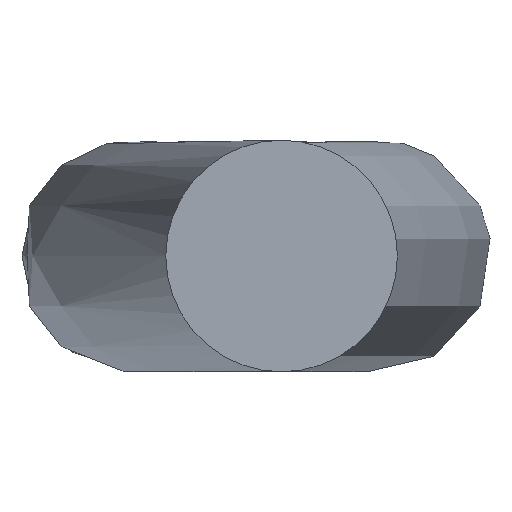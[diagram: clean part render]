
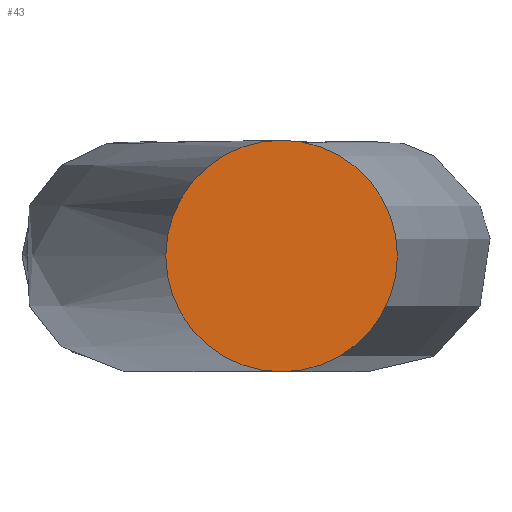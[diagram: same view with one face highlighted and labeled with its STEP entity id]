
A CAD part, left-side view. The second image highlights one B-rep face of the part: STEP entity #43.
In plain terms, the highlighted planar face has unit normal (-1, 0, 0).
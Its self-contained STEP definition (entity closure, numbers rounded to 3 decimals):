
#15=PLANE('',#61);
#18=FACE_OUTER_BOUND('',#21,.T.);
#21=EDGE_LOOP('',(#35));
#23=CIRCLE('',#58,15.);
#25=VERTEX_POINT('',#889);
#27=EDGE_CURVE('',#25,#25,#23,.T.);
#35=ORIENTED_EDGE('',*,*,#27,.F.);
#43=ADVANCED_FACE('',(#18),#15,.F.);
#58=AXIS2_PLACEMENT_3D('',#890,#64,#65);
#61=AXIS2_PLACEMENT_3D('',#942,#70,#71);
#64=DIRECTION('center_axis',(1.,0.,0.));
#65=DIRECTION('ref_axis',(0.,1.,0.));
#70=DIRECTION('center_axis',(1.,0.,0.));
#71=DIRECTION('ref_axis',(0.,0.,-1.));
#889=CARTESIAN_POINT('',(0.,15.,0.));
#890=CARTESIAN_POINT('Origin',(0.,0.,0.));
#942=CARTESIAN_POINT('Origin',(0.,0.,0.));
